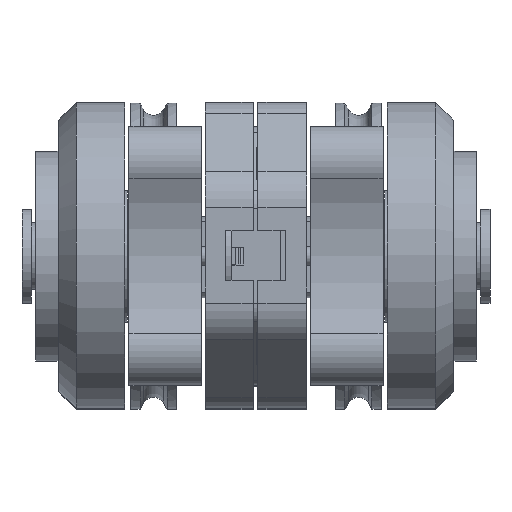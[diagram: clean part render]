
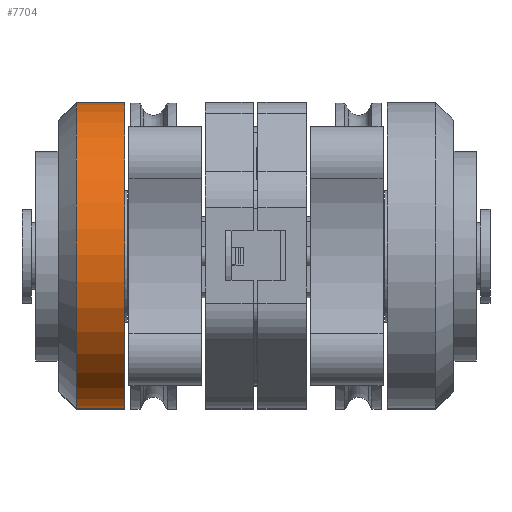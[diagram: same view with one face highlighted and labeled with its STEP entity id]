
A CAD part, top view. The second image highlights one B-rep face of the part: STEP entity #7704.
In plain terms, the highlighted cylindrical face has radius 6.5 mm (diameter 13 mm), a partial arc.
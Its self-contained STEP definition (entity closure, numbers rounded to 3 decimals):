
#937=FACE_OUTER_BOUND('',#1411,.T.);
#1411=EDGE_LOOP('',(#6339,#6340,#6341,#6342));
#2104=LINE('',#12662,#2795);
#2105=LINE('',#12663,#2796);
#2795=VECTOR('',#10113,10.);
#2796=VECTOR('',#10114,10.);
#3236=CIRCLE('',#8482,6.5);
#3244=CIRCLE('',#8494,6.5);
#3804=VERTEX_POINT('',#12611);
#3805=VERTEX_POINT('',#12613);
#3818=VERTEX_POINT('',#12644);
#3821=VERTEX_POINT('',#12653);
#4697=EDGE_CURVE('',#3805,#3804,#3236,.T.);
#4718=EDGE_CURVE('',#3818,#3821,#3244,.T.);
#4719=EDGE_CURVE('',#3805,#3821,#2104,.T.);
#4720=EDGE_CURVE('',#3804,#3818,#2105,.T.);
#6339=ORIENTED_EDGE('',*,*,#4718,.T.);
#6340=ORIENTED_EDGE('',*,*,#4719,.F.);
#6341=ORIENTED_EDGE('',*,*,#4697,.T.);
#6342=ORIENTED_EDGE('',*,*,#4720,.T.);
#7395=CYLINDRICAL_SURFACE('',#8495,6.5);
#7704=ADVANCED_FACE('',(#937),#7395,.T.);
#8482=AXIS2_PLACEMENT_3D('',#12614,#10074,#10075);
#8494=AXIS2_PLACEMENT_3D('',#12660,#10109,#10110);
#8495=AXIS2_PLACEMENT_3D('',#12661,#10111,#10112);
#10074=DIRECTION('center_axis',(1.,0.,0.));
#10075=DIRECTION('ref_axis',(0.,0.,
-1.));
#10109=DIRECTION('center_axis',(-1.,0.,0.));
#10110=DIRECTION('ref_axis',(0.,0.,
-1.));
#10111=DIRECTION('center_axis',(1.,0.,0.));
#10112=DIRECTION('ref_axis',(0.,0.,
-1.));
#10113=DIRECTION('',(1.,0.,0.));
#10114=DIRECTION('',(1.,0.,0.));
#12611=CARTESIAN_POINT('',(5.55,6.5,0.));
#12613=CARTESIAN_POINT('',(5.55,-6.5,0.));
#12614=CARTESIAN_POINT('Origin',(5.55,0.,0.));
#12644=CARTESIAN_POINT('',(7.6,6.5,0.));
#12653=CARTESIAN_POINT('',(7.6,-6.5,0.));
#12660=CARTESIAN_POINT('Origin',(7.6,0.,
0.));
#12661=CARTESIAN_POINT('Origin',(6.35,0.,0.));
#12662=CARTESIAN_POINT('',(6.35,-6.5,0.));
#12663=CARTESIAN_POINT('',(6.35,6.5,0.));
